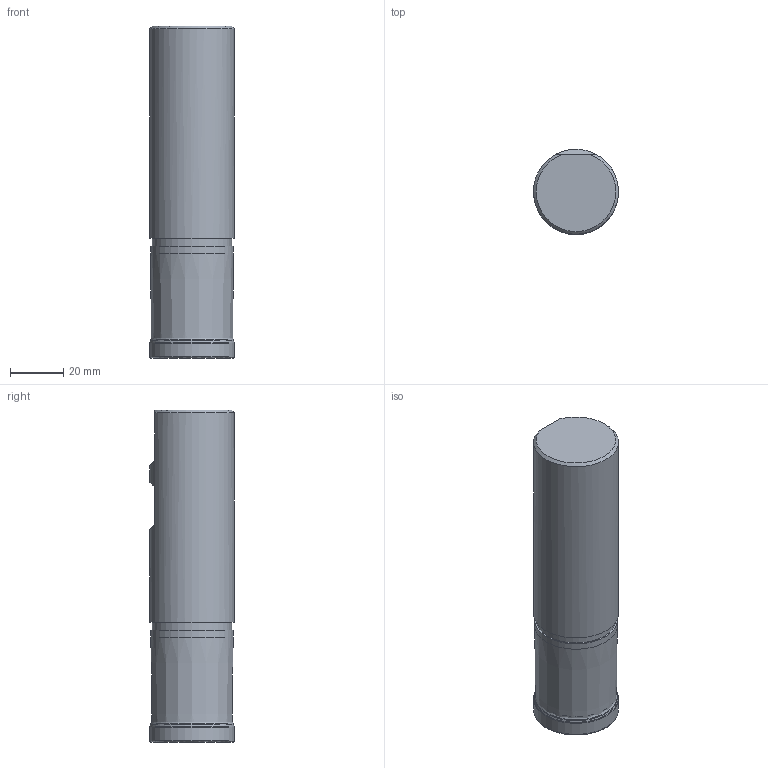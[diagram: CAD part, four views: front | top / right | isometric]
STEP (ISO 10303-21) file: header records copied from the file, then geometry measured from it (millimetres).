
FILE_DESCRIPTION(/* description */ (''),/* implementation_level */ '2;1');
FILE_NAME(/* name */ 'RM3PS3032HR-4S32_Basic.stp',/* time_stamp */ '2020-12-24T11:59:55+09:00',/* author */ (''),/* organization */ (''),/* preprocessor_version */ 'ST-DEVELOPER v16.7',/* originating_system */ 'SIEMENS PLM Software NX 1926',/* authorisation */ '');
FILE_SCHEMA (('AUTOMOTIVE_DESIGN { 1 0 10303 214 3 1 1 1 }'));
Length unit declared in the file: millimetre
Products named in the file (1): Korl6C7880A2tpnx
Bounding box: 32 x 32 x 125 mm (x, y, z)
Volume: 99080.2 mm3; surface area: 16089.2 mm2
Topology: 2 solids, 2 shells, 36 faces, 88 edges, 77 vertices
Faces by surface type: revolution 18, plane 10, cylinder 3, cone 3, torus 2
Full cylindrical faces by diameter (mm): 30 x1, 31.14 x1, 32 x1
Entity records: 1603 total; most frequent: CARTESIAN_POINT 789, DIRECTION 138, ORIENTED_EDGE 86, EDGE_LOOP 65, FACE_BOUND 57, AXIS2_PLACEMENT_3D 56, EDGE_CURVE 43, VERTEX_POINT 38
